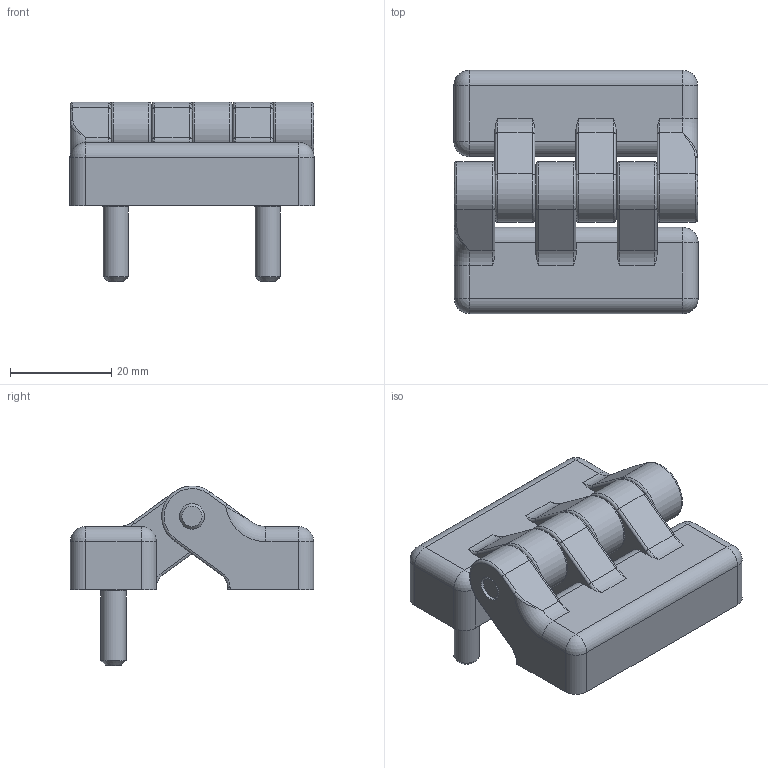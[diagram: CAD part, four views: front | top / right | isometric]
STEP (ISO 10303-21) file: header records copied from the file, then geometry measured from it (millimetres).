
FILE_DESCRIPTION(/* description */ ('File step'),/* implementation_level */ '2;1');
FILE_NAME(/* name */ '6388305',/* time_stamp */ '2022-02-21T13:44:46+01:00',/* author */ ('Zorzan D.'),/* organization */ ('Gamm Srl.'),/* preprocessor_version */ 'ST-DEVELOPER v16.7',/* originating_system */ 'Solid Edge',/* authorisation */ 'Unknown');
FILE_SCHEMA (('CONFIG_CONTROL_DESIGN'));
Length unit declared in the file: millimetre
Products named in the file (1): Parte11
Bounding box: 48.2 x 48 x 35.49 mm (x, y, z)
Volume: 25400.8 mm3; surface area: 11774.3 mm2
Topology: 1 solids, 3 shells, 250 faces, 641 edges, 395 vertices
Faces by surface type: cylinder 110, plane 86, torus 38, cone 8, sphere 6, bspline 2
Full cylindrical faces by diameter (mm): 4.134 x2, 5 x8, 9 x2
Entity records: 9166 total; most frequent: DIRECTION 1354, CARTESIAN_POINT 1341, ORIENTED_EDGE 1202, EDGE_CURVE 601, AXIS2_PLACEMENT_3D 528, VERTEX_POINT 385, LINE 298, VECTOR 298
